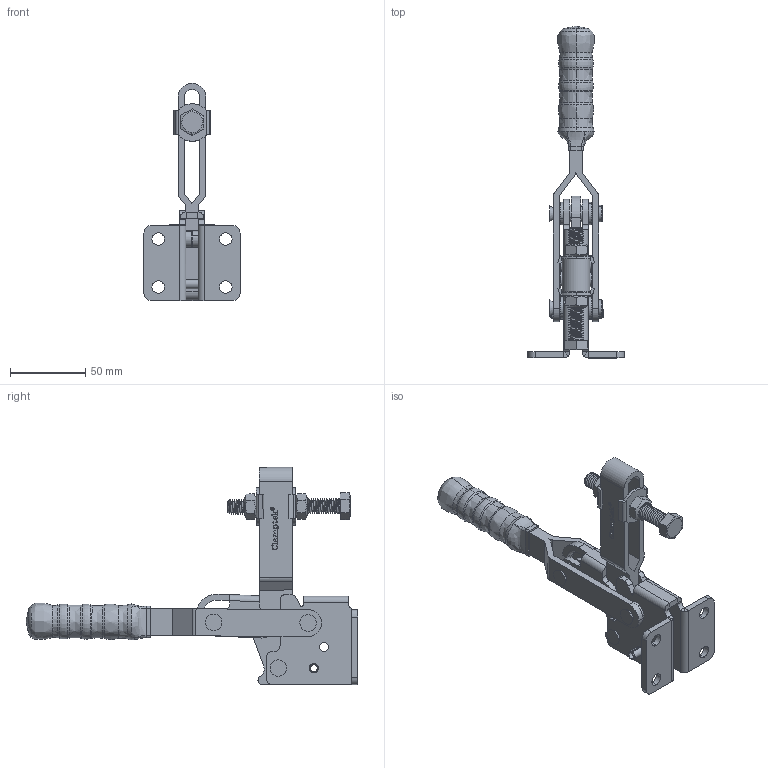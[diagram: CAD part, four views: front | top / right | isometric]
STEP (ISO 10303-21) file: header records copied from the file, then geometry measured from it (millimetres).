
FILE_DESCRIPTION (( 'STEP AP203' ), '1' );
FILE_NAME ('CH-13502-B.STEP', '2017-11-10T00:55:40', ( 'Windows' ), ( 'Microsoft' ), 'SwSTEP 2.0', 'SolidWorks 2015', '' );
FILE_SCHEMA (( 'CONFIG_CONTROL_DESIGN' ));
Length unit declared in the file: millimetre
Products named in the file (13): HUASI01; 020; M10X85; TAO; 傻穩; spring pin slotted light duty1 gb_GB_PARALLEL_PINS_TYPE7 6X35; 眄杶; 13502忒梟; 菁釱2; 酗穩; 錨璃3; CH-13502-B; 錨璃1
Assembly tree (17 placements, depth 2):
  CH-13502-B
    菁釱2
    錨璃3
    錨璃1
    HUASI01
    020
    TAO
    spring pin slotted light duty1 gb_GB_PARALLEL_PINS_TYPE7 6X35
    M10X85
    傻穩  x2
    眄杶  x4
    13502忒梟
    酗穩  x2
Bounding box: 64.01 x 221.01 x 144.73 mm (x, y, z)
Volume: 133137.7 mm3; surface area: 81172.7 mm2
Topology: 19 solids, 19 shells, 1162 faces, 3121 edges, 2029 vertices
Faces by surface type: plane 824, cylinder 168, cone 127, bspline 35, torus 8
Entity records: 43209 total; most frequent: CARTESIAN_POINT 14353, ORIENTED_EDGE 5906, DIRECTION 5291, EDGE_CURVE 2953, LINE 2375, VECTOR 2375, VERTEX_POINT 1935, AXIS2_PLACEMENT_3D 1458
